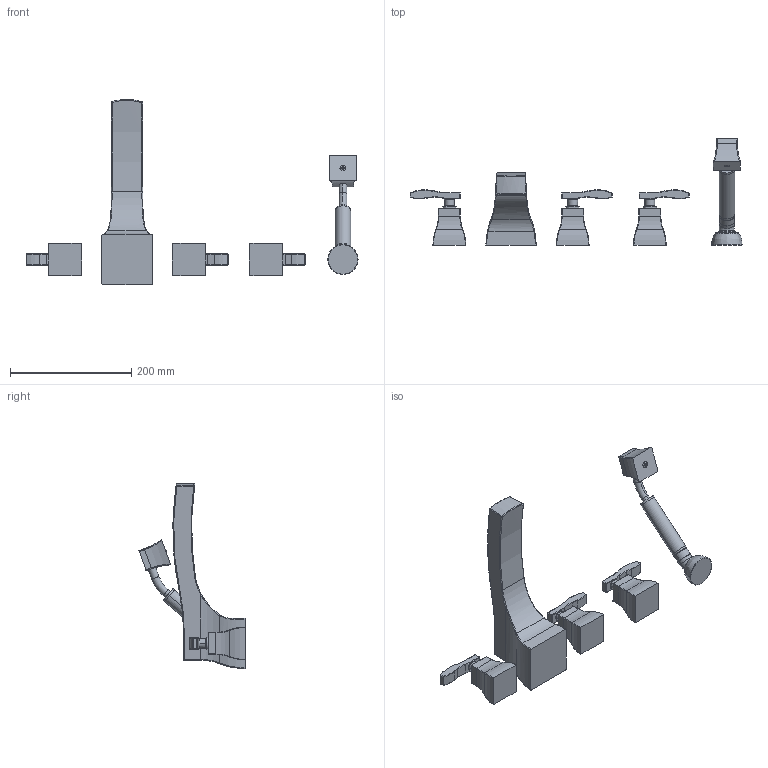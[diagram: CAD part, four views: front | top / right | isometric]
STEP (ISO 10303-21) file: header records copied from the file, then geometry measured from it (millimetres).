
FILE_DESCRIPTION((''),'2;1');
FILE_NAME('3-1047_WEB','2010-08-24T',('ramkumar'),(''),'PRO/ENGINEER BY PARAMETRIC TECHNOLOGY CORPORATION, 2009300','PRO/ENGINEER BY PARAMETRIC TECHNOLOGY CORPORATION, 2009300','');
FILE_SCHEMA(('CONFIG_CONTROL_DESIGN'));
Length unit declared in the file: inch
Products named in the file (1): 3-1047_WEB
Bounding box: 546.78 x 174.77 x 304.77 mm (x, y, z)
Surface area: 170577.5 mm2 (no closed solid volume)
Topology: 0 solids, 21 shells, 437 faces, 1028 edges, 609 vertices
Faces by surface type: cylinder 196, plane 72, bspline 72, torus 53, sphere 44
Entity records: 16108 total; most frequent: CARTESIAN_POINT 6763, DIRECTION 1930, ORIENTED_EDGE 1876, EDGE_CURVE 1028, AXIS2_PLACEMENT_3D 798, VERTEX_POINT 609, EDGE_LOOP 437, FACE_OUTER_BOUND 437
